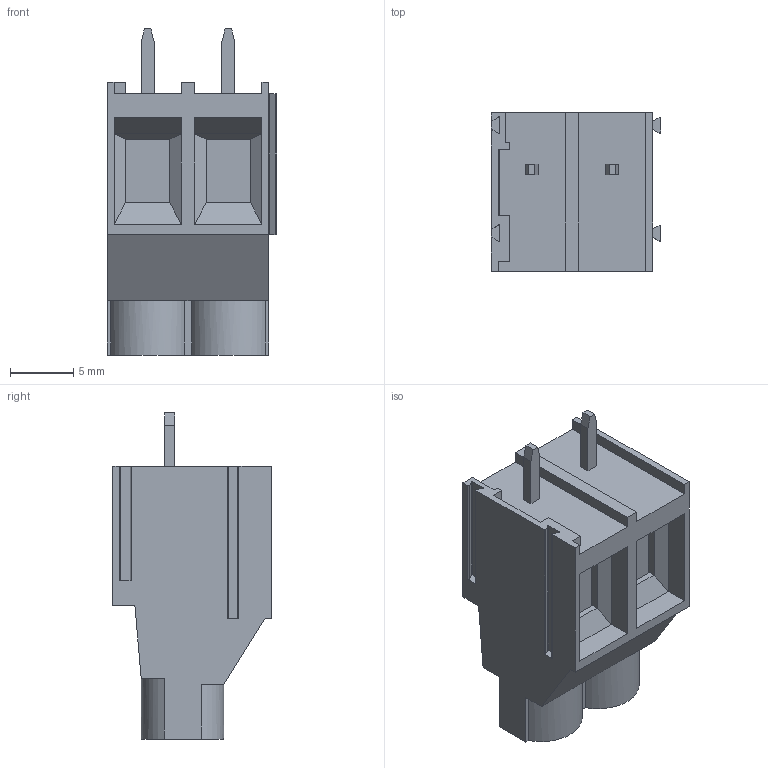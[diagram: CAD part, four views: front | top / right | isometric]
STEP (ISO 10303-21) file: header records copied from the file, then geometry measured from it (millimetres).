
FILE_DESCRIPTION(('STEP AP214'),'1');
FILE_NAME('20020705j021b01lf.stp','2016-05-11T15:58:22',('TraceParts'),('TraceParts S.A.'),'Spatial InterOp 3D',' ',' ');
FILE_SCHEMA(('automotive_design'));
Length unit declared in the file: millimetre
Products named in the file (1): 20020705-J02
Bounding box: 13.33 x 12.5 x 25.7 mm (x, y, z)
Volume: 2177.1 mm3; surface area: 2151.5 mm2
Topology: 1 solids, 1 shells, 260 faces, 721 edges, 465 vertices
Faces by surface type: plane 168, cylinder 58, cone 18, torus 16
Entity records: 9225 total; most frequent: CARTESIAN_POINT 2690, ORIENTED_EDGE 1442, DIRECTION 1243, EDGE_CURVE 721, LINE 469, VECTOR 469, VERTEX_POINT 465, AXIS2_PLACEMENT_3D 387
